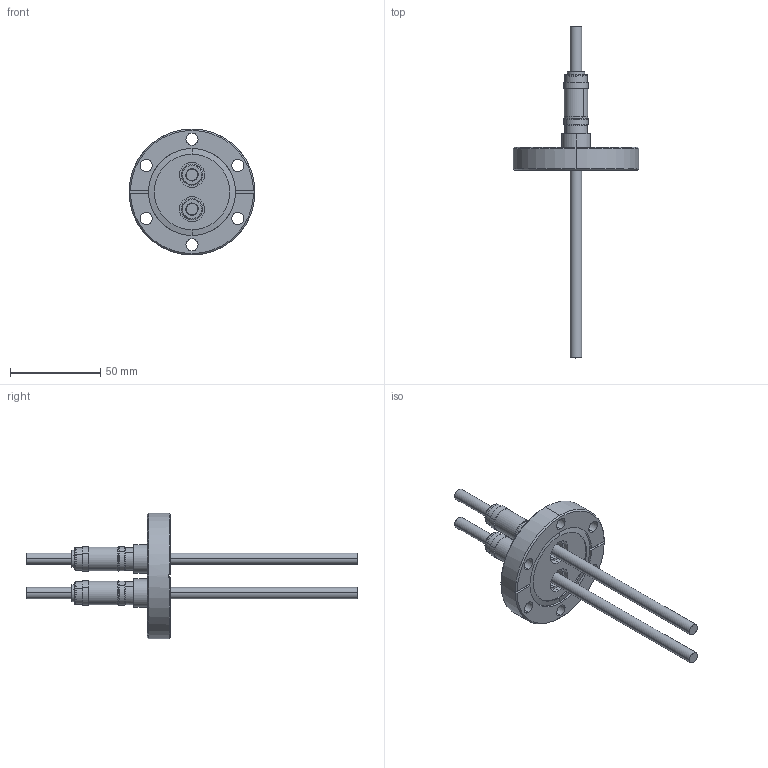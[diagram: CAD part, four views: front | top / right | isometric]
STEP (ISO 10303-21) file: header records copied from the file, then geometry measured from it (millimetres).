
FILE_DESCRIPTION (( 'STEP AP203' ), '1' );
FILE_NAME ('A0065-3-CF.STEP', '2013-05-29T12:47:08', ( '' ), ( '' ), 'SwSTEP 2.0', 'SolidWorks 2012', '' );
FILE_SCHEMA (( 'CONFIG_CONTROL_DESIGN' ));
Length unit declared in the file: inch
Products named in the file (1): A0065-3-CF
Bounding box: 69.85 x 184.15 x 69.85 mm (x, y, z)
Volume: 60475.1 mm3; surface area: 28059.8 mm2
Topology: 1 solids, 1 shells, 183 faces, 398 edges, 251 vertices
Faces by surface type: cylinder 96, plane 48, cone 27, torus 12
Entity records: 5186 total; most frequent: DIRECTION 1005, CARTESIAN_POINT 857, ORIENTED_EDGE 796, AXIS2_PLACEMENT_3D 431, EDGE_CURVE 398, VERTEX_POINT 251, CIRCLE 247, EDGE_LOOP 229
